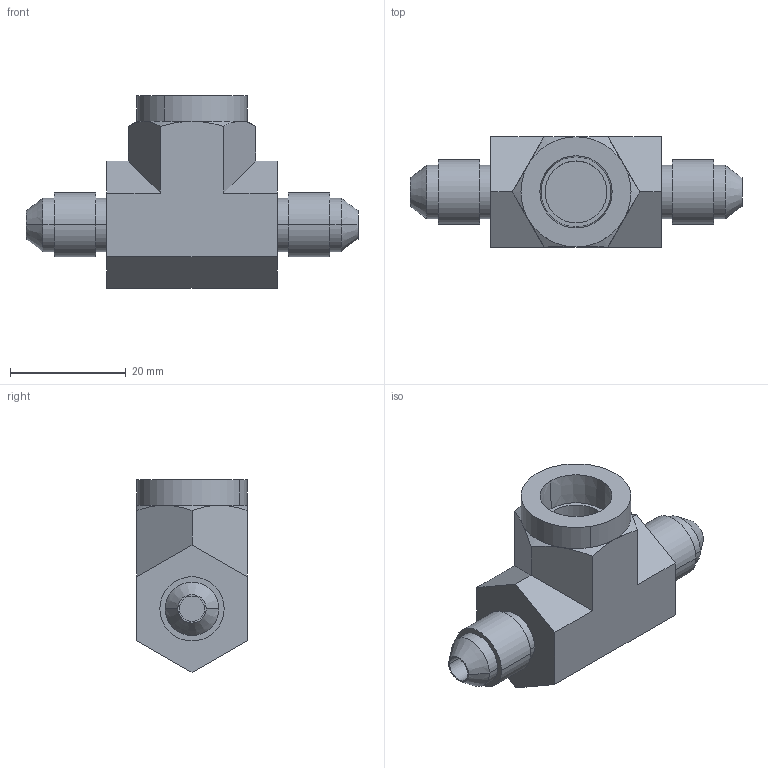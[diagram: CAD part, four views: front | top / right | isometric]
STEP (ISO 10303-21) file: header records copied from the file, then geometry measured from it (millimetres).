
FILE_DESCRIPTION((''),'2;1');
FILE_NAME('4-4-4_OTX-S_PRT','2002-10-15T',('ta29392'),(''),'PRO/ENGINEER BY PARAMETRIC TECHNOLOGY CORPORATION, 2002220','PRO/ENGINEER BY PARAMETRIC TECHNOLOGY CORPORATION, 2002220','');
FILE_SCHEMA(('CONFIG_CONTROL_DESIGN'));
Length unit declared in the file: inch
Products named in the file (1): 4-4-4_OTX-S_PRT
Bounding box: 57.4 x 19.05 x 33.35 mm (x, y, z)
Volume: 13006.1 mm3; surface area: 5542.9 mm2
Topology: 1 solids, 1 shells, 57 faces, 123 edges, 78 vertices
Faces by surface type: plane 25, cylinder 20, cone 12
Entity records: 1637 total; most frequent: CARTESIAN_POINT 324, DIRECTION 279, ORIENTED_EDGE 246, EDGE_CURVE 123, AXIS2_PLACEMENT_3D 111, VERTEX_POINT 78, EDGE_LOOP 67, VECTOR 57
